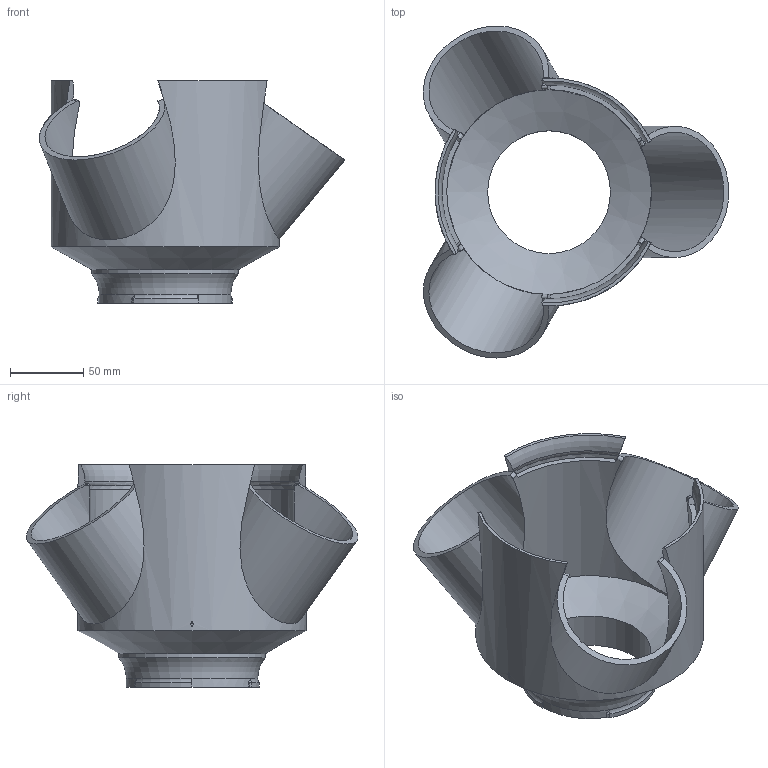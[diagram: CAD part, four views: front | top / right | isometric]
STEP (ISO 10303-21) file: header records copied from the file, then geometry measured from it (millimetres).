
FILE_DESCRIPTION(/* description */ ('STEP AP242','CAx-IF Rec.Pracs.---Representation and Presentation of Product Manufacturing Information (PMI)---4.0---2014-10-13','CAx-IF Rec.Pracs.---3D Tessellated Geometry---0.4---2014-09-14','2;1'),/* implementation_level */ '2;1');
FILE_NAME(/* name */ '65d2f254aea2f50261e0a204',/* time_stamp */ '2024-02-19T06:16:52Z',/* author */ (''),/* organization */ (''),/* preprocessor_version */ 'ST-DEVELOPER v19.4',/* originating_system */ ' ',/* authorisation */ ' ');
FILE_SCHEMA (('AP242_MANAGED_MODEL_BASED_3D_ENGINEERING_MIM_LF { 1 0 10303 442 1 1 4 }'));
Length unit declared in the file: metre
Products named in the file (1): Part 1
Bounding box: 208.95 x 227.08 x 151.99 mm (x, y, z)
Volume: 401367.6 mm3; surface area: 156043.2 mm2
Topology: 1 solids, 1 shells, 83 faces, 236 edges, 155 vertices
Faces by surface type: plane 36, cylinder 26, torus 10, bspline 9, cone 2
Full cylindrical faces by diameter (mm): 84 x1, 100 x1, 140 x1, 156 x1
Entity records: 3290 total; most frequent: CARTESIAN_POINT 1192, ORIENTED_EDGE 454, DIRECTION 425, EDGE_CURVE 227, AXIS2_PLACEMENT_3D 189, VERTEX_POINT 153, EDGE_LOOP 92, FACE_BOUND 92
